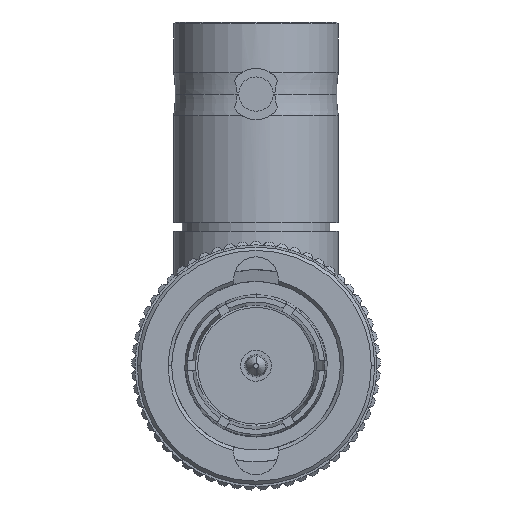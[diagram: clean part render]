
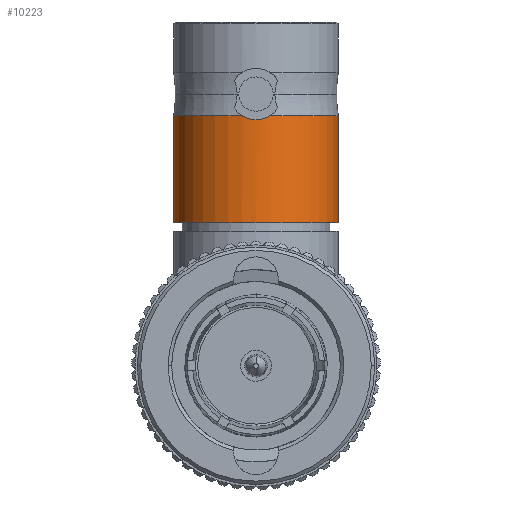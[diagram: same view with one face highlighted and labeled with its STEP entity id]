
A CAD part, front view. The second image highlights one B-rep face of the part: STEP entity #10223.
In plain terms, the highlighted cylindrical face has radius 4.8 mm (diameter 9.6 mm), a partial arc.
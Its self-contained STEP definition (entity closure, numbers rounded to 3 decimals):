
#298 = AXIS2_PLACEMENT_3D ( 'NONE', #6255, #13776, #2692 ) ;
#384 = ORIENTED_EDGE ( 'NONE', *, *, #8839, .T. ) ;
#690 = FACE_OUTER_BOUND ( 'NONE', #6754, .T. ) ;
#1179 = CARTESIAN_POINT ( 'NONE',  ( 0.147, -4.8, 14.33 ) ) ;
#1414 = ORIENTED_EDGE ( 'NONE', *, *, #16017, .F. ) ;
#1419 = CARTESIAN_POINT ( 'NONE',  ( 0.707, -4.749, 14.499 ) ) ;
#1622 = CARTESIAN_POINT ( 'NONE',  ( 0.829, -4.728, 14.58 ) ) ;
#1743 = AXIS2_PLACEMENT_3D ( 'NONE', #15424, #15505, #9346 ) ;
#2105 = CARTESIAN_POINT ( 'NONE',  ( 4.8, 0., 8.33 ) ) ;
#2238 = VERTEX_POINT ( 'NONE', #13011 ) ;
#2447 = EDGE_CURVE ( 'NONE', #14922, #13823, #14141, .T. ) ;
#2692 = DIRECTION ( 'NONE',  ( -1., 0., 0. ) ) ;
#2903 = EDGE_CURVE ( 'NONE', #13823, #14908, #5412, .T. ) ;
#3178 = ORIENTED_EDGE ( 'NONE', *, *, #5478, .T. ) ;
#3494 = VERTEX_POINT ( 'NONE', #15138 ) ;
#4264 = CARTESIAN_POINT ( 'NONE',  ( -4.8, 0., -13.286 ) ) ;
#4499 = CARTESIAN_POINT ( 'NONE',  ( 0., 0., 14.58 ) ) ;
#4798 = CARTESIAN_POINT ( 'NONE',  ( 0.294, -4.793, 14.352 ) ) ;
#4933 = CARTESIAN_POINT ( 'NONE',  ( 0., -4.8, 14.33 ) ) ;
#5055 = CARTESIAN_POINT ( 'NONE',  ( -0.707, -4.749, 14.499 ) ) ;
#5129 = CIRCLE ( 'NONE', #14188, 4.8 ) ;
#5412 = B_SPLINE_CURVE_WITH_KNOTS ( 'NONE', 3,
 ( #15907, #1179, #4798, #6096, #1419, #9743 ),
 .UNSPECIFIED., .F., .F.,
 ( 4, 2, 4 ),
 ( 0.001, 0.001, 0.002 ),
 .UNSPECIFIED. ) ;
#5478 = EDGE_CURVE ( 'NONE', #3494, #2238, #6779, .T. ) ;
#5591 = VERTEX_POINT ( 'NONE', #2105 ) ;
#5894 = CARTESIAN_POINT ( 'NONE',  ( 0., 0., 8.33 ) ) ;
#6023 = VERTEX_POINT ( 'NONE', #10688 ) ;
#6096 = CARTESIAN_POINT ( 'NONE',  ( 0.573, -4.768, 14.436 ) ) ;
#6255 = CARTESIAN_POINT ( 'NONE',  ( 0., 0., 14.58 ) ) ;
#6754 = EDGE_LOOP ( 'NONE', ( #12222, #384, #10383, #15192, #11089, #3178, #1414 ) ) ;
#6779 = LINE ( 'NONE', #4264, #15357 ) ;
#7420 = CARTESIAN_POINT ( 'NONE',  ( -0.293, -4.793, 14.352 ) ) ;
#8029 = DIRECTION ( 'NONE',  ( 0., 0., -1. ) ) ;
#8159 = DIRECTION ( 'NONE',  ( 0., 0., -1. ) ) ;
#8593 = AXIS2_PLACEMENT_3D ( 'NONE', #4499, #8159, #11884 ) ;
#8839 = EDGE_CURVE ( 'NONE', #6023, #14908, #9840, .T. ) ;
#8865 = CARTESIAN_POINT ( 'NONE',  ( -0.829, -4.728, 14.58 ) ) ;
#9074 = LINE ( 'NONE', #12724, #12589 ) ;
#9346 = DIRECTION ( 'NONE',  ( -1., 0., 0. ) ) ;
#9743 = CARTESIAN_POINT ( 'NONE',  ( 0.829, -4.728, 14.58 ) ) ;
#9840 = CIRCLE ( 'NONE', #298, 4.8 ) ;
#10223 = ADVANCED_FACE ( 'NONE', ( #690 ), #11620, .T. ) ;
#10383 = ORIENTED_EDGE ( 'NONE', *, *, #2903, .F. ) ;
#10688 = CARTESIAN_POINT ( 'NONE',  ( 4.8, 0., 14.58 ) ) ;
#11085 = EDGE_CURVE ( 'NONE', #6023, #5591, #9074, .T. ) ;
#11089 = ORIENTED_EDGE ( 'NONE', *, *, #14960, .T. ) ;
#11620 = CYLINDRICAL_SURFACE ( 'NONE', #1743, 4.8 ) ;
#11884 = DIRECTION ( 'NONE',  ( -1., 0., 0. ) ) ;
#12049 = DIRECTION ( 'NONE',  ( 0., 0., -1. ) ) ;
#12222 = ORIENTED_EDGE ( 'NONE', *, *, #11085, .F. ) ;
#12363 = CARTESIAN_POINT ( 'NONE',  ( -0.575, -4.768, 14.437 ) ) ;
#12589 = VECTOR ( 'NONE', #8029, 1000. ) ;
#12706 = DIRECTION ( 'NONE',  ( 0., 0., -1. ) ) ;
#12724 = CARTESIAN_POINT ( 'NONE',  ( 4.8, 0., -13.286 ) ) ;
#13011 = CARTESIAN_POINT ( 'NONE',  ( -4.8, 0., 8.33 ) ) ;
#13178 = CARTESIAN_POINT ( 'NONE',  ( -0.829, -4.728, 14.58 ) ) ;
#13185 = DIRECTION ( 'NONE',  ( -1., 0., 0. ) ) ;
#13573 = CARTESIAN_POINT ( 'NONE',  ( -0.147, -4.8, 14.33 ) ) ;
#13648 = CARTESIAN_POINT ( 'NONE',  ( 0., -4.8, 14.33 ) ) ;
#13776 = DIRECTION ( 'NONE',  ( 0., 0., -1. ) ) ;
#13823 = VERTEX_POINT ( 'NONE', #4933 ) ;
#14141 = B_SPLINE_CURVE_WITH_KNOTS ( 'NONE', 3,
 ( #8865, #5055, #12363, #7420, #13573, #13648 ),
 .UNSPECIFIED., .F., .F.,
 ( 4, 2, 4 ),
 ( 0., 0., 0.001 ),
 .UNSPECIFIED. ) ;
#14188 = AXIS2_PLACEMENT_3D ( 'NONE', #5894, #12049, #13185 ) ;
#14908 = VERTEX_POINT ( 'NONE', #1622 ) ;
#14922 = VERTEX_POINT ( 'NONE', #13178 ) ;
#14960 = EDGE_CURVE ( 'NONE', #14922, #3494, #15574, .T. ) ;
#15138 = CARTESIAN_POINT ( 'NONE',  ( -4.8, 0., 14.58 ) ) ;
#15192 = ORIENTED_EDGE ( 'NONE', *, *, #2447, .F. ) ;
#15357 = VECTOR ( 'NONE', #12706, 1000. ) ;
#15424 = CARTESIAN_POINT ( 'NONE',  ( 0., 0., -13.286 ) ) ;
#15505 = DIRECTION ( 'NONE',  ( 0., 0., -1. ) ) ;
#15574 = CIRCLE ( 'NONE', #8593, 4.8 ) ;
#15907 = CARTESIAN_POINT ( 'NONE',  ( 0., -4.8, 14.33 ) ) ;
#16017 = EDGE_CURVE ( 'NONE', #5591, #2238, #5129, .T. ) ;
